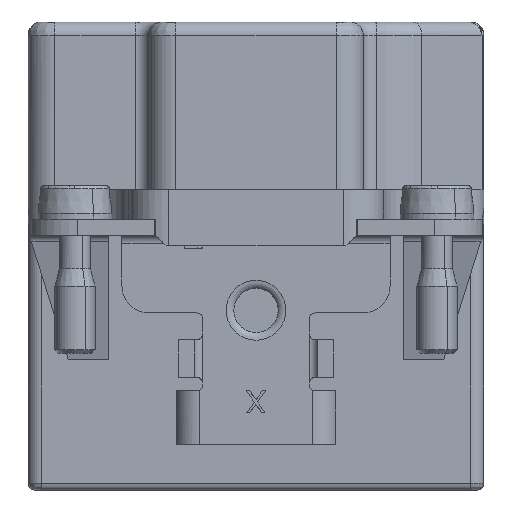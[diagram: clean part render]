
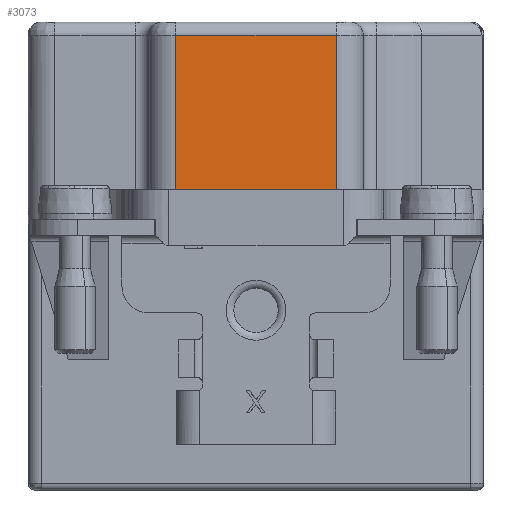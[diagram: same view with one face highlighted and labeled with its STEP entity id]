
A CAD part, left-side view. The second image highlights one B-rep face of the part: STEP entity #3073.
In plain terms, the highlighted planar face has unit normal (-1, 0, 0).
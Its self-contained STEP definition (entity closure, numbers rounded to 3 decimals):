
#2115=FACE_OUTER_BOUND('',#5346,.T.);
#3073=ADVANCED_FACE('',(#2115),#4007,.T.);
#4007=PLANE('',#20430);
#5346=EDGE_LOOP('',(#10916,#10917,#10918,#10919));
#6941=LINE('',#29031,#8505);
#6942=LINE('',#29035,#8506);
#6943=LINE('',#29037,#8507);
#6944=LINE('',#29039,#8508);
#8505=VECTOR('',#23115,1.);
#8506=VECTOR('',#23120,1.);
#8507=VECTOR('',#23121,1.);
#8508=VECTOR('',#23122,1.);
#10916=ORIENTED_EDGE('',*,*,#17737,.F.);
#10917=ORIENTED_EDGE('',*,*,#17739,.T.);
#10918=ORIENTED_EDGE('',*,*,#17740,.T.);
#10919=ORIENTED_EDGE('',*,*,#17741,.T.);
#15693=VERTEX_POINT('',#29030);
#15694=VERTEX_POINT('',#29032);
#15695=VERTEX_POINT('',#29036);
#15696=VERTEX_POINT('',#29038);
#17737=EDGE_CURVE('',#15693,#15694,#6941,.T.);
#17739=EDGE_CURVE('',#15693,#15695,#6942,.T.);
#17740=EDGE_CURVE('',#15695,#15696,#6943,.T.);
#17741=EDGE_CURVE('',#15696,#15694,#6944,.T.);
#20430=AXIS2_PLACEMENT_3D('',#29040,#23123,#23124);
#23115=DIRECTION('',(0.,0.,1.));
#23120=DIRECTION('',(0.,-1.,0.));
#23121=DIRECTION('',(0.,0.,1.));
#23122=DIRECTION('',(0.,1.,0.));
#23123=DIRECTION('',(-1.,0.,0.));
#23124=DIRECTION('',(0.,1.,0.));
#29030=CARTESIAN_POINT('',(-63.818,31.08,2.2));
#29031=CARTESIAN_POINT('',(-63.818,31.08,2.2));
#29032=CARTESIAN_POINT('',(-63.818,31.08,13.7));
#29035=CARTESIAN_POINT('',(-63.818,31.08,2.2));
#29036=CARTESIAN_POINT('',(-63.818,19.08,2.2));
#29037=CARTESIAN_POINT('',(-63.818,19.08,2.2));
#29038=CARTESIAN_POINT('',(-63.818,19.08,13.7));
#29039=CARTESIAN_POINT('',(-63.818,31.08,13.7));
#29040=CARTESIAN_POINT('',(-63.818,19.08,2.2));
